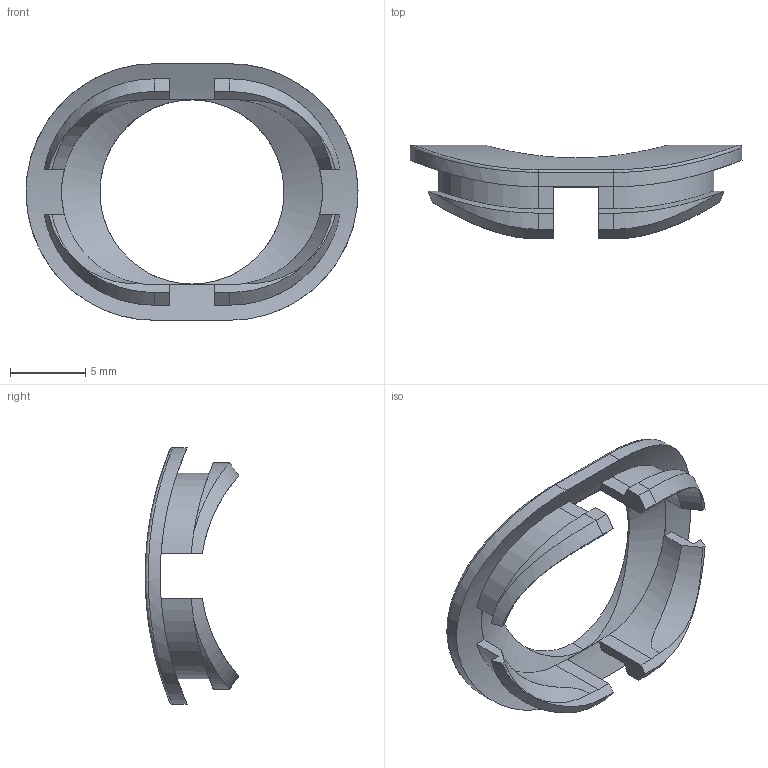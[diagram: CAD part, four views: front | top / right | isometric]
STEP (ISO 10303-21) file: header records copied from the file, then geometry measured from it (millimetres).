
FILE_DESCRIPTION (( 'STEP AP214' ), '1' );
FILE_NAME ('Ovalna vlozka1.STEP', '2022-05-09T11:39:33', ( '' ), ( '' ), 'SwSTEP 2.0', 'SolidWorks 2019', '' );
FILE_SCHEMA (( 'AUTOMOTIVE_DESIGN' ));
Length unit declared in the file: millimetre
Products named in the file (1): Ovalna vlozka1
Bounding box: 22 x 6.21 x 17 mm (x, y, z)
Volume: 285.9 mm3; surface area: 823 mm2
Topology: 1 solids, 1 shells, 62 faces, 171 edges, 111 vertices
Faces by surface type: cylinder 30, plane 24, bspline 8
Entity records: 7014 total; most frequent: CARTESIAN_POINT 5538, ORIENTED_EDGE 342, DIRECTION 232, EDGE_CURVE 171, VERTEX_POINT 111, LINE 90, VECTOR 90, AXIS2_PLACEMENT_3D 71
